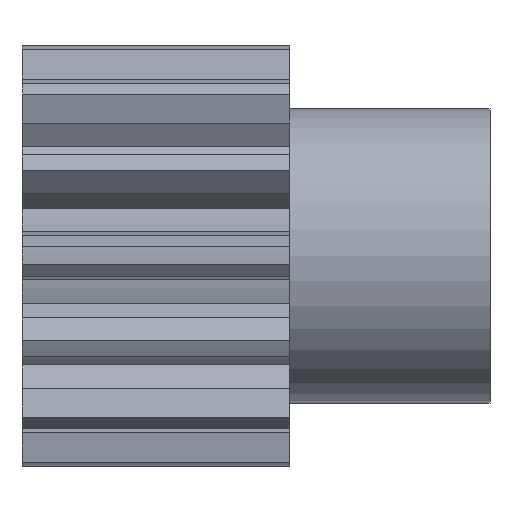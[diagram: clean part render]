
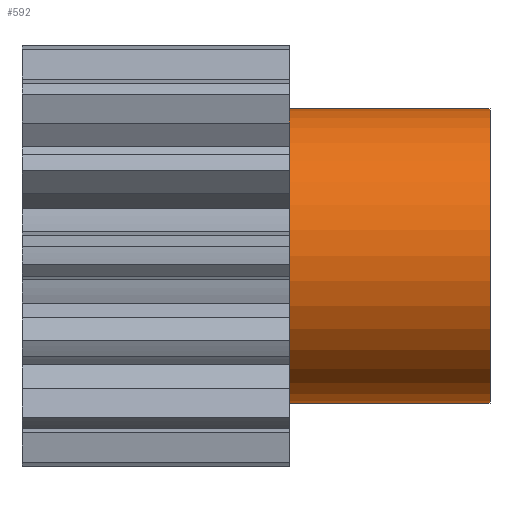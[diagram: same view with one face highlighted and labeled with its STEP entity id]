
A CAD part, top view. The second image highlights one B-rep face of the part: STEP entity #592.
In plain terms, the highlighted cylindrical face has radius 11 mm (diameter 22 mm), a partial arc.
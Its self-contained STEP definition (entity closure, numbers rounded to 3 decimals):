
#592 = ADVANCED_FACE( '', ( #1677 ), #1678, .T. );
#606 = VERTEX_POINT( '', #1692 );
#704 = EDGE_CURVE( '', #1158, #1462, #1802, .T. );
#1158 = VERTEX_POINT( '', #2292 );
#1226 = EDGE_CURVE( '', #1294, #606, #2371, .T. );
#1294 = VERTEX_POINT( '', #2443 );
#1296 = EDGE_CURVE( '', #1294, #1462, #2445, .T. );
#1462 = VERTEX_POINT( '', #2622 );
#1566 = EDGE_CURVE( '', #606, #1158, #2736, .T. );
#1677 = FACE_OUTER_BOUND( '', #2858, .T. );
#1678 = CYLINDRICAL_SURFACE( '', #2859, 11. );
#1692 = CARTESIAN_POINT( '', ( 25., -11., 0. ) );
#1802 = LINE( '', #3041, #3042 );
#2292 = CARTESIAN_POINT( '', ( 25., 11., 0. ) );
#2371 = LINE( '', #3844, #3845 );
#2443 = CARTESIAN_POINT( '', ( 10., -11., 0. ) );
#2445 = CIRCLE( '', #3949, 11. );
#2622 = CARTESIAN_POINT( '', ( 10., 11., 0. ) );
#2736 = CIRCLE( '', #4343, 11. );
#2858 = EDGE_LOOP( '', ( #4473, #4474, #4475, #4476 ) );
#2859 = AXIS2_PLACEMENT_3D( '', #4477, #4478, #4479 );
#3041 = CARTESIAN_POINT( '', ( 17.5, 11., 0. ) );
#3042 = VECTOR( '', #4619, 1. );
#3844 = CARTESIAN_POINT( '', ( 17.5, -11., 0. ) );
#3845 = VECTOR( '', #5319, 1. );
#3949 = AXIS2_PLACEMENT_3D( '', #5379, #5380, #5381 );
#4343 = AXIS2_PLACEMENT_3D( '', #5646, #5647, #5648 );
#4473 = ORIENTED_EDGE( '', *, *, #704, .T. );
#4474 = ORIENTED_EDGE( '', *, *, #1296, .F. );
#4475 = ORIENTED_EDGE( '', *, *, #1226, .T. );
#4476 = ORIENTED_EDGE( '', *, *, #1566, .T. );
#4477 = CARTESIAN_POINT( '', ( 17.5, 0., 0. ) );
#4478 = DIRECTION( '', ( 1., 0., 0. ) );
#4479 = DIRECTION( '', ( 0., 1., 0. ) );
#4619 = DIRECTION( '', ( -1., 0., 0. ) );
#5319 = DIRECTION( '', ( 1., 0., 0. ) );
#5379 = CARTESIAN_POINT( '', ( 10., 0., 0. ) );
#5380 = DIRECTION( '', ( -1., 0., 0. ) );
#5381 = DIRECTION( '', ( 0., 1., 0. ) );
#5646 = CARTESIAN_POINT( '', ( 25., 0., 0. ) );
#5647 = DIRECTION( '', ( -1., 0., 0. ) );
#5648 = DIRECTION( '', ( 0., 1., 0. ) );
